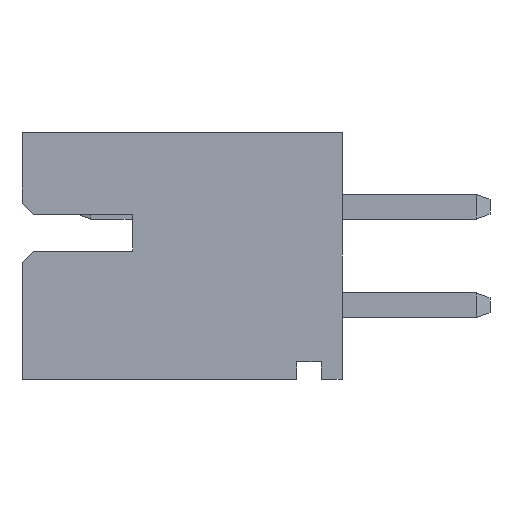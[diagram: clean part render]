
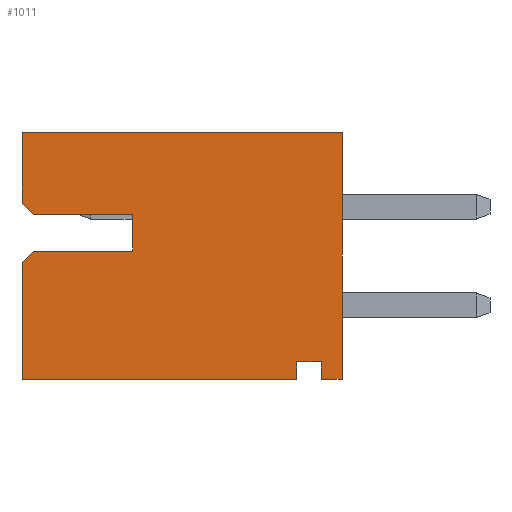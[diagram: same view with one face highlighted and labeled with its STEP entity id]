
A CAD part, left-side view. The second image highlights one B-rep face of the part: STEP entity #1011.
In plain terms, the highlighted face is planar.
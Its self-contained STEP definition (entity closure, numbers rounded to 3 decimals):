
#42 = VERTEX_POINT ( 'NONE', #1615 ) ;
#56 = CARTESIAN_POINT ( 'NONE',  ( 5.95, 6.5, -1.075 ) ) ;
#133 = EDGE_CURVE ( 'NONE', #935, #4205, #1779, .T. ) ;
#139 = CARTESIAN_POINT ( 'NONE',  ( 5.95, 6.5, 2.5 ) ) ;
#197 = CARTESIAN_POINT ( 'NONE',  ( 5.95, 0.925, 2.15 ) ) ;
#201 = CARTESIAN_POINT ( 'NONE',  ( 5.95, 4.25, -0.85 ) ) ;
#206 = LINE ( 'NONE', #3211, #1318 ) ;
#236 = LINE ( 'NONE', #519, #1263 ) ;
#247 = DIRECTION ( 'NONE',  ( 0., -1., 0. ) ) ;
#264 = VERTEX_POINT ( 'NONE', #1288 ) ;
#275 = DIRECTION ( 'NONE',  ( 0., 0., -1. ) ) ;
#344 = ORIENTED_EDGE ( 'NONE', *, *, #592, .F. ) ;
#353 = LINE ( 'NONE', #1301, #4217 ) ;
#463 = CARTESIAN_POINT ( 'NONE',  ( 5.95, 0., -2.5 ) ) ;
#475 = CARTESIAN_POINT ( 'NONE',  ( 5.95, 6.5, 2.5 ) ) ;
#519 = CARTESIAN_POINT ( 'NONE',  ( 5.95, 6.5, 2.5 ) ) ;
#529 = LINE ( 'NONE', #2817, #781 ) ;
#592 = EDGE_CURVE ( 'NONE', #3420, #3579, #353, .T. ) ;
#594 = DIRECTION ( 'NONE',  ( 0., -1., 0. ) ) ;
#781 = VECTOR ( 'NONE', #1844, 1000. ) ;
#856 = DIRECTION ( 'NONE',  ( 0., 1., 0. ) ) ;
#914 = ORIENTED_EDGE ( 'NONE', *, *, #2384, .F. ) ;
#922 = CARTESIAN_POINT ( 'NONE',  ( 5.95, 0.425, 2.5 ) ) ;
#926 = VECTOR ( 'NONE', #1008, 1000. ) ;
#935 = VERTEX_POINT ( 'NONE', #3951 ) ;
#943 = LINE ( 'NONE', #3900, #1112 ) ;
#947 = LINE ( 'NONE', #2271, #1516 ) ;
#963 = VECTOR ( 'NONE', #1852, 1000. ) ;
#986 = CARTESIAN_POINT ( 'NONE',  ( 5.95, 6.275, -0.1 ) ) ;
#1008 = DIRECTION ( 'NONE',  ( 0., 1., 0. ) ) ;
#1011 = ADVANCED_FACE ( 'NONE', ( #3000 ), #2912, .F. ) ;
#1026 = VERTEX_POINT ( 'NONE', #2956 ) ;
#1109 = DIRECTION ( 'NONE',  ( 0., -1., 0. ) ) ;
#1112 = VECTOR ( 'NONE', #275, 1000. ) ;
#1113 = CARTESIAN_POINT ( 'NONE',  ( 5.95, 4.25, -0.85 ) ) ;
#1141 = CARTESIAN_POINT ( 'NONE',  ( 5.95, 0.925, 2.5 ) ) ;
#1150 = CARTESIAN_POINT ( 'NONE',  ( 5.95, 6.275, -0.85 ) ) ;
#1182 = LINE ( 'NONE', #475, #963 ) ;
#1200 = LINE ( 'NONE', #139, #2002 ) ;
#1263 = VECTOR ( 'NONE', #1835, 1000. ) ;
#1288 = CARTESIAN_POINT ( 'NONE',  ( 5.95, 0.925, 2.5 ) ) ;
#1298 = VECTOR ( 'NONE', #1109, 1000. ) ;
#1301 = CARTESIAN_POINT ( 'NONE',  ( 5.95, 6.5, 0.125 ) ) ;
#1318 = VECTOR ( 'NONE', #1483, 1000. ) ;
#1337 = EDGE_CURVE ( 'NONE', #3361, #935, #1200, .T. ) ;
#1344 = CARTESIAN_POINT ( 'NONE',  ( 5.95, 6.5, 2.5 ) ) ;
#1483 = DIRECTION ( 'NONE',  ( 0., 0., -1. ) ) ;
#1484 = LINE ( 'NONE', #1113, #3889 ) ;
#1497 = ORIENTED_EDGE ( 'NONE', *, *, #3864, .F. ) ;
#1516 = VECTOR ( 'NONE', #3604, 1000. ) ;
#1534 = LINE ( 'NONE', #1141, #3831 ) ;
#1549 = ORIENTED_EDGE ( 'NONE', *, *, #1802, .F. ) ;
#1557 = EDGE_CURVE ( 'NONE', #42, #264, #1182, .T. ) ;
#1569 = LINE ( 'NONE', #986, #3362 ) ;
#1615 = CARTESIAN_POINT ( 'NONE',  ( 5.95, 6.5, 2.5 ) ) ;
#1671 = ORIENTED_EDGE ( 'NONE', *, *, #3103, .F. ) ;
#1699 = CARTESIAN_POINT ( 'NONE',  ( 5.95, 0.925, 2.15 ) ) ;
#1777 = ORIENTED_EDGE ( 'NONE', *, *, #1993, .F. ) ;
#1779 = LINE ( 'NONE', #2105, #1298 ) ;
#1802 = EDGE_CURVE ( 'NONE', #1026, #3826, #947, .T. ) ;
#1835 = DIRECTION ( 'NONE',  ( 0., 0., -1. ) ) ;
#1844 = DIRECTION ( 'NONE',  ( 0., 0.707, -0.707 ) ) ;
#1852 = DIRECTION ( 'NONE',  ( 0., -1., 0. ) ) ;
#1975 = ORIENTED_EDGE ( 'NONE', *, *, #1557, .T. ) ;
#1993 = EDGE_CURVE ( 'NONE', #2496, #3295, #206, .T. ) ;
#2002 = VECTOR ( 'NONE', #2799, 1000. ) ;
#2081 = LINE ( 'NONE', #1699, #926 ) ;
#2105 = CARTESIAN_POINT ( 'NONE',  ( 5.95, 6.5, -2.5 ) ) ;
#2118 = VERTEX_POINT ( 'NONE', #3992 ) ;
#2146 = ORIENTED_EDGE ( 'NONE', *, *, #2556, .T. ) ;
#2252 = DIRECTION ( 'NONE',  ( -1., 0., 0. ) ) ;
#2256 = DIRECTION ( 'NONE',  ( 0., -0.707, -0.707 ) ) ;
#2271 = CARTESIAN_POINT ( 'NONE',  ( 5.95, 4.25, -0.1 ) ) ;
#2384 = EDGE_CURVE ( 'NONE', #3826, #3792, #1484, .T. ) ;
#2416 = ORIENTED_EDGE ( 'NONE', *, *, #3924, .F. ) ;
#2496 = VERTEX_POINT ( 'NONE', #922 ) ;
#2556 = EDGE_CURVE ( 'NONE', #2118, #4205, #943, .T. ) ;
#2592 = VECTOR ( 'NONE', #594, 1000. ) ;
#2629 = AXIS2_PLACEMENT_3D ( 'NONE', #1344, #2252, #2675 ) ;
#2675 = DIRECTION ( 'NONE',  ( 0., 0., 1. ) ) ;
#2785 = EDGE_LOOP ( 'NONE', ( #1975, #1671, #3160, #1777, #3413, #2146, #2966, #3356, #1497, #914, #1549, #2416, #344, #3590 ) ) ;
#2799 = DIRECTION ( 'NONE',  ( 0., 0., -1. ) ) ;
#2817 = CARTESIAN_POINT ( 'NONE',  ( 5.95, 6.275, -0.85 ) ) ;
#2863 = CARTESIAN_POINT ( 'NONE',  ( 5.95, 6.5, 0.125 ) ) ;
#2912 = PLANE ( 'NONE',  #2629 ) ;
#2956 = CARTESIAN_POINT ( 'NONE',  ( 5.95, 4.25, -0.1 ) ) ;
#2966 = ORIENTED_EDGE ( 'NONE', *, *, #133, .F. ) ;
#2968 = CARTESIAN_POINT ( 'NONE',  ( 5.95, 6.5, 2.5 ) ) ;
#2974 = CARTESIAN_POINT ( 'NONE',  ( 5.95, 6.275, -0.1 ) ) ;
#3000 = FACE_OUTER_BOUND ( 'NONE', #2785, .T. ) ;
#3103 = EDGE_CURVE ( 'NONE', #4250, #264, #1534, .T. ) ;
#3134 = EDGE_CURVE ( 'NONE', #42, #3420, #236, .T. ) ;
#3160 = ORIENTED_EDGE ( 'NONE', *, *, #4105, .F. ) ;
#3211 = CARTESIAN_POINT ( 'NONE',  ( 5.95, 0.425, 2.5 ) ) ;
#3295 = VERTEX_POINT ( 'NONE', #4059 ) ;
#3317 = LINE ( 'NONE', #2968, #2592 ) ;
#3356 = ORIENTED_EDGE ( 'NONE', *, *, #1337, .F. ) ;
#3361 = VERTEX_POINT ( 'NONE', #56 ) ;
#3362 = VECTOR ( 'NONE', #247, 1000. ) ;
#3413 = ORIENTED_EDGE ( 'NONE', *, *, #3962, .T. ) ;
#3420 = VERTEX_POINT ( 'NONE', #2863 ) ;
#3579 = VERTEX_POINT ( 'NONE', #2974 ) ;
#3590 = ORIENTED_EDGE ( 'NONE', *, *, #3134, .F. ) ;
#3604 = DIRECTION ( 'NONE',  ( 0., 0., -1. ) ) ;
#3792 = VERTEX_POINT ( 'NONE', #1150 ) ;
#3818 = DIRECTION ( 'NONE',  ( 0., 0., 1. ) ) ;
#3826 = VERTEX_POINT ( 'NONE', #201 ) ;
#3831 = VECTOR ( 'NONE', #3818, 1000. ) ;
#3864 = EDGE_CURVE ( 'NONE', #3792, #3361, #529, .T. ) ;
#3889 = VECTOR ( 'NONE', #856, 1000. ) ;
#3900 = CARTESIAN_POINT ( 'NONE',  ( 5.95, 0., 2.5 ) ) ;
#3924 = EDGE_CURVE ( 'NONE', #3579, #1026, #1569, .T. ) ;
#3951 = CARTESIAN_POINT ( 'NONE',  ( 5.95, 6.5, -2.5 ) ) ;
#3962 = EDGE_CURVE ( 'NONE', #2496, #2118, #3317, .T. ) ;
#3992 = CARTESIAN_POINT ( 'NONE',  ( 5.95, 0., 2.5 ) ) ;
#4059 = CARTESIAN_POINT ( 'NONE',  ( 5.95, 0.425, 2.15 ) ) ;
#4105 = EDGE_CURVE ( 'NONE', #3295, #4250, #2081, .T. ) ;
#4205 = VERTEX_POINT ( 'NONE', #463 ) ;
#4217 = VECTOR ( 'NONE', #2256, 1000. ) ;
#4250 = VERTEX_POINT ( 'NONE', #197 ) ;
